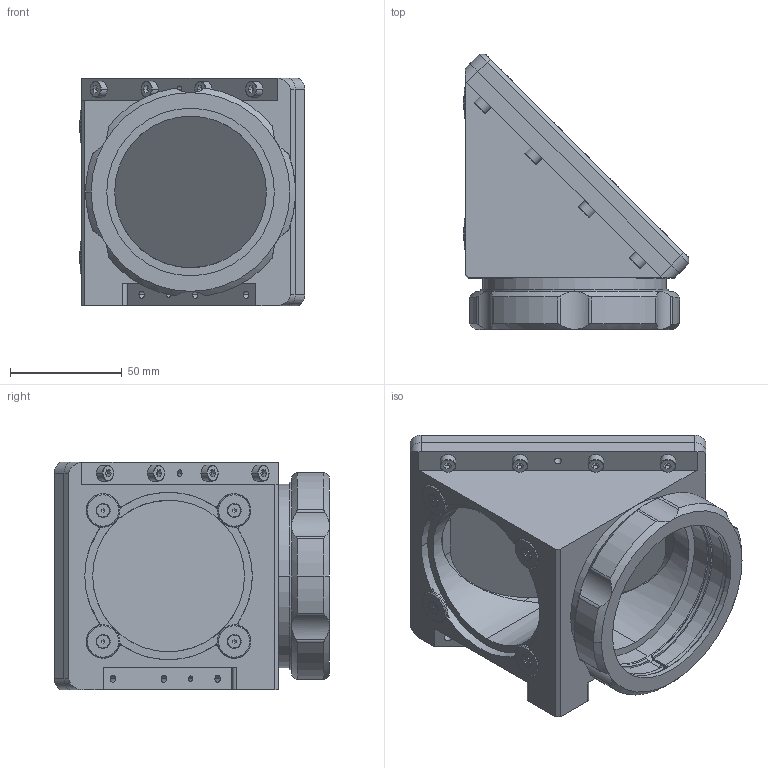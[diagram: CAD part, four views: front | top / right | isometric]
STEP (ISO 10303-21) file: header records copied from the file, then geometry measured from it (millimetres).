
FILE_DESCRIPTION (( 'STEP AP203' ), '1' );
FILE_NAME ('DP22427 -A_CMMR048.step', '2021-11-29T13:13:18', ( '' ), ( '' ), 'SwSTEP 2.0', 'SolidWorks 2021', '' );
FILE_SCHEMA (( 'CONFIG_CONTROL_DESIGN' ));
Length unit declared in the file: millimetre
Products named in the file (1): DP22427 -A_CMMR048
Bounding box: 100.83 x 123.1 x 102 mm (x, y, z)
Surface area: 89104.3 mm2 (no closed solid volume)
Topology: 0 solids, 37 shells, 382 faces, 1078 edges, 705 vertices
Faces by surface type: cylinder 154, plane 146, cone 66, torus 16
Entity records: 12590 total; most frequent: CARTESIAN_POINT 2667, DIRECTION 2174, ORIENTED_EDGE 1830, EDGE_CURVE 1054, AXIS2_PLACEMENT_3D 808, VERTEX_POINT 705, VECTOR 558, LINE 558
